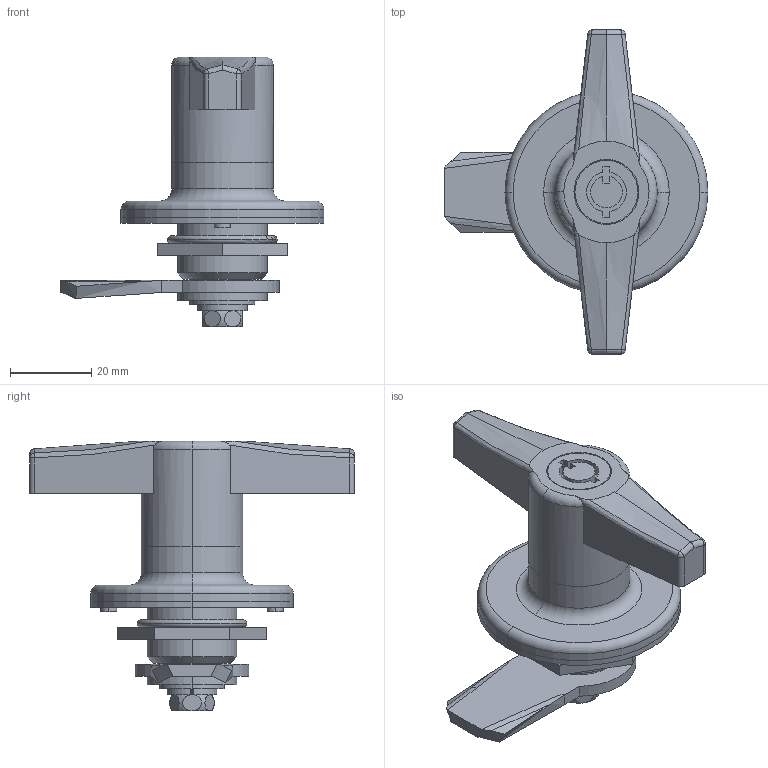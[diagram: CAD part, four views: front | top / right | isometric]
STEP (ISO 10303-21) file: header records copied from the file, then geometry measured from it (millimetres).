
FILE_DESCRIPTION (( 'STEP AP203' ), '1' );
FILE_NAME ('sone3D.STEP', '2013-07-17T01:49:13', ( '' ), ( '' ), 'SwSTEP 2.0', 'SolidWorks 2012', '' );
FILE_SCHEMA (( 'CONFIG_CONTROL_DESIGN' ));
Length unit declared in the file: millimetre
Products named in the file (13): A-1139僴儞僪儖__A-1139-1; A-1139受け座_; 廫帤寠晅偒榋妏儃儖僩M6_M6亊14; A-1139止め金_; A-1139六角板ナット_; A-1139防水パッキン_; A-1139スペーサー_; A-1139儕儞僌儚僢僔儍乕_; A-1139-1儘乕僞乕__#2002儘乕僞乕乮僟儈乕乯; sone3D; 廫帤寠晅偒榋妏儃儖僩M6乮僙儉僗乯; 暯儚僢僔儍乕M6暲娵_M6-冇16亊冇6.3亊t1.0; ばね座金M6_JIS B 1251 No.2 6
Assembly tree (12 placements, depth 3):
  sone3D
    A-1139受け座_
    A-1139僴儞僪儖__A-1139-1
    A-1139-1儘乕僞乕__#2002儘乕僞乕乮僟儈乕乯
    A-1139儕儞僌儚僢僔儍乕_
    A-1139スペーサー_
    A-1139防水パッキン_
    A-1139六角板ナット_
    A-1139止め金_
    廫帤寠晅偒榋妏儃儖僩M6乮僙儉僗乯
      廫帤寠晅偒榋妏儃儖僩M6_M6亊14
      ばね座金M6_JIS B 1251 No.2 6
      暯儚僢僔儍乕M6暲娵_M6-冇16亊冇6.3亊t1.0
Bounding box: 65 x 80 x 66.5 mm (x, y, z)
Volume: 42529.1 mm3; surface area: 29347.1 mm2
Topology: 11 solids, 11 shells, 282 faces, 688 edges, 432 vertices
Faces by surface type: plane 127, cylinder 80, bspline 50, torus 15, cone 6, sphere 4
Entity records: 11859 total; most frequent: CARTESIAN_POINT 4088, ORIENTED_EDGE 1356, DIRECTION 1284, EDGE_CURVE 678, AXIS2_PLACEMENT_3D 486, VERTEX_POINT 432, EDGE_LOOP 316, LINE 312
